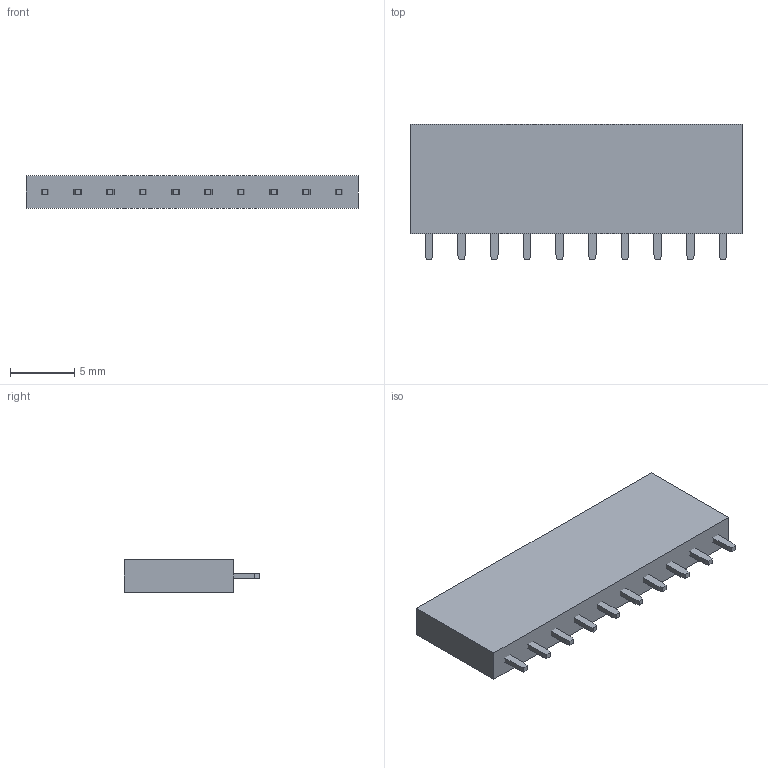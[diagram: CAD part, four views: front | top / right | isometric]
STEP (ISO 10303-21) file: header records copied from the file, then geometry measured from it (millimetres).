
FILE_DESCRIPTION(/* description */ (''),/* implementation_level */ '2;1');
FILE_NAME(/* name */ 'Header Socket 10-Way.step',/* time_stamp */ '2019-02-15T02:57:57+11:00',/* author */ ('austfox'),/* organization */ (''),/* preprocessor_version */ 'ST-DEVELOPER v17.2',/* originating_system */ 'Autodesk Translation Framework v7.6.0.251',/* authorisation */ '');
FILE_SCHEMA (('AUTOMOTIVE_DESIGN { 1 0 10303 214 3 1 1 }'));
Length unit declared in the file: millimetre
Products named in the file (1): Header Socket 10-Way
Bounding box: 25.8 x 10.5 x 2.5 mm (x, y, z)
Volume: 509.7 mm3; surface area: 894 mm2
Topology: 11 solids, 11 shells, 176 faces, 392 edges, 248 vertices
Faces by surface type: plane 176
Entity records: 4793 total; most frequent: CARTESIAN_POINT 817, ORIENTED_EDGE 784, DIRECTION 746, LINE 392, VECTOR 392, EDGE_CURVE 392, VERTEX_POINT 248, EDGE_LOOP 186
